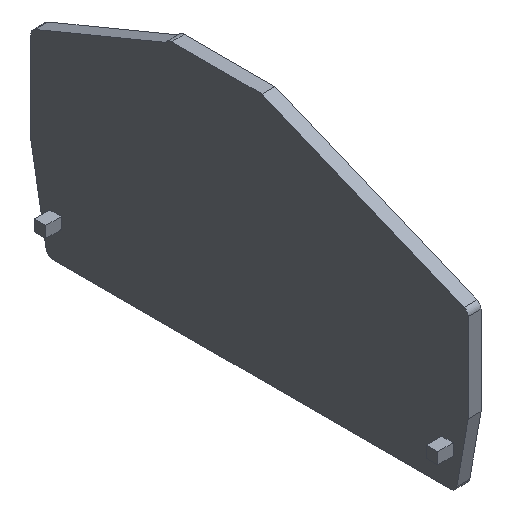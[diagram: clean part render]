
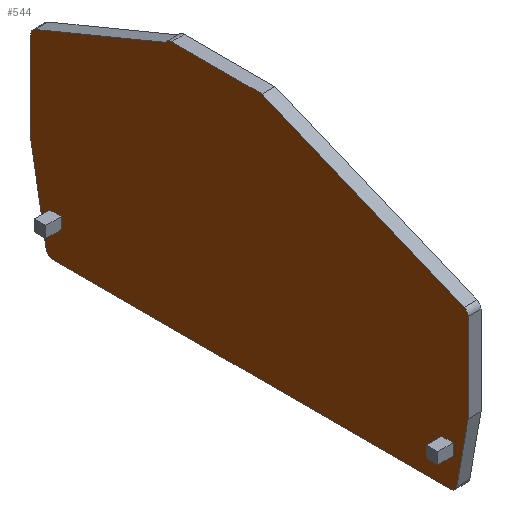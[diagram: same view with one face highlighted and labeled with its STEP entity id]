
A CAD part, isometric view. The second image highlights one B-rep face of the part: STEP entity #544.
In plain terms, the highlighted planar face has unit normal (-1, 0, 0).
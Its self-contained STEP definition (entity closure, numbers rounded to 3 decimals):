
#62=AXIS2_PLACEMENT_3D('Circle Axis2P3D',#60,#61,$) ;
#124=AXIS2_PLACEMENT_3D('Circle Axis2P3D',#122,#123,$) ;
#217=AXIS2_PLACEMENT_3D('Circle Axis2P3D',#215,#216,$) ;
#279=AXIS2_PLACEMENT_3D('Circle Axis2P3D',#277,#278,$) ;
#372=AXIS2_PLACEMENT_3D('Circle Axis2P3D',#370,#371,$) ;
#459=AXIS2_PLACEMENT_3D('Plane Axis2P3D',#456,#457,#458) ;
#43=CARTESIAN_POINT('Vertex',(2.4,46.111,38.535)) ;
#57=CARTESIAN_POINT('Vertex',(2.4,46.99,38.011)) ;
#60=CARTESIAN_POINT('Axis2P3D Location',(2.4,46.111,37.535)) ;
#88=CARTESIAN_POINT('Vertex',(2.4,67.337,29.584)) ;
#91=CARTESIAN_POINT('Line Origine',(2.4,57.164,33.797)) ;
#119=CARTESIAN_POINT('Vertex',(2.4,67.954,28.66)) ;
#122=CARTESIAN_POINT('Axis2P3D Location',(2.4,66.954,28.66)) ;
#150=CARTESIAN_POINT('Vertex',(2.4,67.954,14.3)) ;
#153=CARTESIAN_POINT('Line Origine',(2.4,67.954,21.48)) ;
#181=CARTESIAN_POINT('Vertex',(2.4,65.579,0.826)) ;
#184=CARTESIAN_POINT('Line Origine',(2.4,66.767,7.563)) ;
#212=CARTESIAN_POINT('Vertex',(2.4,64.594,0.)) ;
#215=CARTESIAN_POINT('Axis2P3D Location',(2.4,64.594,1.)) ;
#243=CARTESIAN_POINT('Vertex',(2.4,2.748,0.)) ;
#246=CARTESIAN_POINT('Line Origine',(2.4,33.671,0.)) ;
#274=CARTESIAN_POINT('Vertex',(2.4,1.763,0.826)) ;
#277=CARTESIAN_POINT('Axis2P3D Location',(2.4,2.748,1.)) ;
#305=CARTESIAN_POINT('Vertex',(2.4,0.,10.825)) ;
#308=CARTESIAN_POINT('Line Origine',(2.4,0.882,5.826)) ;
#336=CARTESIAN_POINT('Vertex',(2.4,0.,24.599)) ;
#339=CARTESIAN_POINT('Line Origine',(2.4,0.,17.712)) ;
#367=CARTESIAN_POINT('Vertex',(2.4,0.617,25.523)) ;
#370=CARTESIAN_POINT('Axis2P3D Location',(2.4,1.,24.599)) ;
#398=CARTESIAN_POINT('Vertex',(2.4,32.032,38.535)) ;
#401=CARTESIAN_POINT('Line Origine',(2.4,16.325,32.029)) ;
#423=CARTESIAN_POINT('Line Origine',(2.4,39.072,38.535)) ;
#456=CARTESIAN_POINT('Axis2P3D Location',(2.4,38.879,-3.907)) ;
#476=CARTESIAN_POINT('Line Origine',(2.4,65.013,5.566)) ;
#480=CARTESIAN_POINT('Vertex',(2.4,65.013,4.682)) ;
#482=CARTESIAN_POINT('Vertex',(2.4,65.013,6.449)) ;
#485=CARTESIAN_POINT('Line Origine',(2.4,64.13,6.449)) ;
#489=CARTESIAN_POINT('Vertex',(2.4,63.246,6.449)) ;
#492=CARTESIAN_POINT('Line Origine',(2.4,63.246,5.566)) ;
#496=CARTESIAN_POINT('Vertex',(2.4,63.246,4.682)) ;
#499=CARTESIAN_POINT('Line Origine',(2.4,64.13,4.682)) ;
#510=CARTESIAN_POINT('Line Origine',(2.4,2.328,5.566)) ;
#514=CARTESIAN_POINT('Vertex',(2.4,2.328,4.682)) ;
#516=CARTESIAN_POINT('Vertex',(2.4,2.328,6.449)) ;
#519=CARTESIAN_POINT('Line Origine',(2.4,3.212,4.682)) ;
#523=CARTESIAN_POINT('Vertex',(2.4,4.096,4.682)) ;
#526=CARTESIAN_POINT('Line Origine',(2.4,4.096,5.566)) ;
#530=CARTESIAN_POINT('Vertex',(2.4,4.096,6.449)) ;
#533=CARTESIAN_POINT('Line Origine',(2.4,3.212,6.449)) ;
#61=DIRECTION('Axis2P3D Direction',(-1.,0.,0.)) ;
#92=DIRECTION('Vector Direction',(0.,0.924,-0.383)) ;
#123=DIRECTION('Axis2P3D Direction',(-1.,0.,0.)) ;
#154=DIRECTION('Vector Direction',(0.,0.,-1.)) ;
#185=DIRECTION('Vector Direction',(0.,-0.174,-0.985)) ;
#216=DIRECTION('Axis2P3D Direction',(-1.,0.,0.)) ;
#247=DIRECTION('Vector Direction',(0.,1.,0.)) ;
#278=DIRECTION('Axis2P3D Direction',(-1.,0.,0.)) ;
#309=DIRECTION('Vector Direction',(0.,0.174,-0.985)) ;
#340=DIRECTION('Vector Direction',(0.,0.,1.)) ;
#371=DIRECTION('Axis2P3D Direction',(-1.,0.,0.)) ;
#402=DIRECTION('Vector Direction',(0.,-0.924,-0.383)) ;
#424=DIRECTION('Vector Direction',(0.,-1.,0.)) ;
#457=DIRECTION('Axis2P3D Direction',(-1.,0.,0.)) ;
#458=DIRECTION('Axis2P3D XDirection',(0.,-1.,0.)) ;
#477=DIRECTION('Vector Direction',(0.,0.,1.)) ;
#486=DIRECTION('Vector Direction',(0.,-1.,0.)) ;
#493=DIRECTION('Vector Direction',(0.,0.,1.)) ;
#500=DIRECTION('Vector Direction',(0.,-1.,0.)) ;
#511=DIRECTION('Vector Direction',(0.,0.,1.)) ;
#520=DIRECTION('Vector Direction',(0.,-1.,0.)) ;
#527=DIRECTION('Vector Direction',(0.,0.,1.)) ;
#534=DIRECTION('Vector Direction',(0.,-1.,0.)) ;
#93=VECTOR('Line Direction',#92,1.) ;
#155=VECTOR('Line Direction',#154,1.) ;
#186=VECTOR('Line Direction',#185,1.) ;
#248=VECTOR('Line Direction',#247,1.) ;
#310=VECTOR('Line Direction',#309,1.) ;
#341=VECTOR('Line Direction',#340,1.) ;
#403=VECTOR('Line Direction',#402,1.) ;
#425=VECTOR('Line Direction',#424,1.) ;
#478=VECTOR('Line Direction',#477,1.) ;
#487=VECTOR('Line Direction',#486,1.) ;
#494=VECTOR('Line Direction',#493,1.) ;
#501=VECTOR('Line Direction',#500,1.) ;
#512=VECTOR('Line Direction',#511,1.) ;
#521=VECTOR('Line Direction',#520,1.) ;
#528=VECTOR('Line Direction',#527,1.) ;
#535=VECTOR('Line Direction',#534,1.) ;
#462=ORIENTED_EDGE('',*,*,#64,.T.) ;
#463=ORIENTED_EDGE('',*,*,#95,.T.) ;
#464=ORIENTED_EDGE('',*,*,#126,.T.) ;
#465=ORIENTED_EDGE('',*,*,#157,.T.) ;
#466=ORIENTED_EDGE('',*,*,#188,.T.) ;
#467=ORIENTED_EDGE('',*,*,#219,.T.) ;
#468=ORIENTED_EDGE('',*,*,#250,.T.) ;
#469=ORIENTED_EDGE('',*,*,#281,.T.) ;
#470=ORIENTED_EDGE('',*,*,#312,.T.) ;
#471=ORIENTED_EDGE('',*,*,#343,.T.) ;
#472=ORIENTED_EDGE('',*,*,#374,.T.) ;
#473=ORIENTED_EDGE('',*,*,#405,.T.) ;
#474=ORIENTED_EDGE('',*,*,#427,.T.) ;
#505=ORIENTED_EDGE('',*,*,#484,.T.) ;
#506=ORIENTED_EDGE('',*,*,#491,.T.) ;
#507=ORIENTED_EDGE('',*,*,#498,.F.) ;
#508=ORIENTED_EDGE('',*,*,#503,.F.) ;
#539=ORIENTED_EDGE('',*,*,#518,.F.) ;
#540=ORIENTED_EDGE('',*,*,#525,.F.) ;
#541=ORIENTED_EDGE('',*,*,#532,.T.) ;
#542=ORIENTED_EDGE('',*,*,#537,.T.) ;
#509=FACE_BOUND('',#504,.T.) ;
#543=FACE_BOUND('',#538,.T.) ;
#544=ADVANCED_FACE('ZAP',(#475,#509,#543),#460,.T.) ;
#63=CIRCLE('generated circle',#62,1.) ;
#125=CIRCLE('generated circle',#124,1.) ;
#218=CIRCLE('generated circle',#217,1.) ;
#280=CIRCLE('generated circle',#279,1.) ;
#373=CIRCLE('generated circle',#372,1.) ;
#64=EDGE_CURVE('',#44,#58,#63,.T.) ;
#95=EDGE_CURVE('',#58,#89,#94,.T.) ;
#126=EDGE_CURVE('',#89,#120,#125,.T.) ;
#157=EDGE_CURVE('',#120,#151,#156,.T.) ;
#188=EDGE_CURVE('',#151,#182,#187,.T.) ;
#219=EDGE_CURVE('',#182,#213,#218,.T.) ;
#250=EDGE_CURVE('',#213,#244,#249,.F.) ;
#281=EDGE_CURVE('',#244,#275,#280,.T.) ;
#312=EDGE_CURVE('',#275,#306,#311,.F.) ;
#343=EDGE_CURVE('',#306,#337,#342,.T.) ;
#374=EDGE_CURVE('',#337,#368,#373,.T.) ;
#405=EDGE_CURVE('',#368,#399,#404,.F.) ;
#427=EDGE_CURVE('',#399,#44,#426,.F.) ;
#484=EDGE_CURVE('',#481,#483,#479,.T.) ;
#491=EDGE_CURVE('',#483,#490,#488,.T.) ;
#498=EDGE_CURVE('',#497,#490,#495,.T.) ;
#503=EDGE_CURVE('',#481,#497,#502,.T.) ;
#518=EDGE_CURVE('',#515,#517,#513,.T.) ;
#525=EDGE_CURVE('',#524,#515,#522,.T.) ;
#532=EDGE_CURVE('',#524,#531,#529,.T.) ;
#537=EDGE_CURVE('',#531,#517,#536,.T.) ;
#461=EDGE_LOOP('',(#462,#463,#464,#465,#466,#467,#468,#469,#470,#471,#472,#473,#474)) ;
#504=EDGE_LOOP('',(#505,#506,#507,#508)) ;
#538=EDGE_LOOP('',(#539,#540,#541,#542)) ;
#475=FACE_OUTER_BOUND('',#461,.T.) ;
#94=LINE('Line',#91,#93) ;
#156=LINE('Line',#153,#155) ;
#187=LINE('Line',#184,#186) ;
#249=LINE('Line',#246,#248) ;
#311=LINE('Line',#308,#310) ;
#342=LINE('Line',#339,#341) ;
#404=LINE('Line',#401,#403) ;
#426=LINE('Line',#423,#425) ;
#479=LINE('Line',#476,#478) ;
#488=LINE('Line',#485,#487) ;
#495=LINE('Line',#492,#494) ;
#502=LINE('Line',#499,#501) ;
#513=LINE('Line',#510,#512) ;
#522=LINE('Line',#519,#521) ;
#529=LINE('Line',#526,#528) ;
#536=LINE('Line',#533,#535) ;
#460=PLANE('',#459) ;
#44=VERTEX_POINT('',#43) ;
#58=VERTEX_POINT('',#57) ;
#89=VERTEX_POINT('',#88) ;
#120=VERTEX_POINT('',#119) ;
#151=VERTEX_POINT('',#150) ;
#182=VERTEX_POINT('',#181) ;
#213=VERTEX_POINT('',#212) ;
#244=VERTEX_POINT('',#243) ;
#275=VERTEX_POINT('',#274) ;
#306=VERTEX_POINT('',#305) ;
#337=VERTEX_POINT('',#336) ;
#368=VERTEX_POINT('',#367) ;
#399=VERTEX_POINT('',#398) ;
#481=VERTEX_POINT('',#480) ;
#483=VERTEX_POINT('',#482) ;
#490=VERTEX_POINT('',#489) ;
#497=VERTEX_POINT('',#496) ;
#515=VERTEX_POINT('',#514) ;
#517=VERTEX_POINT('',#516) ;
#524=VERTEX_POINT('',#523) ;
#531=VERTEX_POINT('',#530) ;
